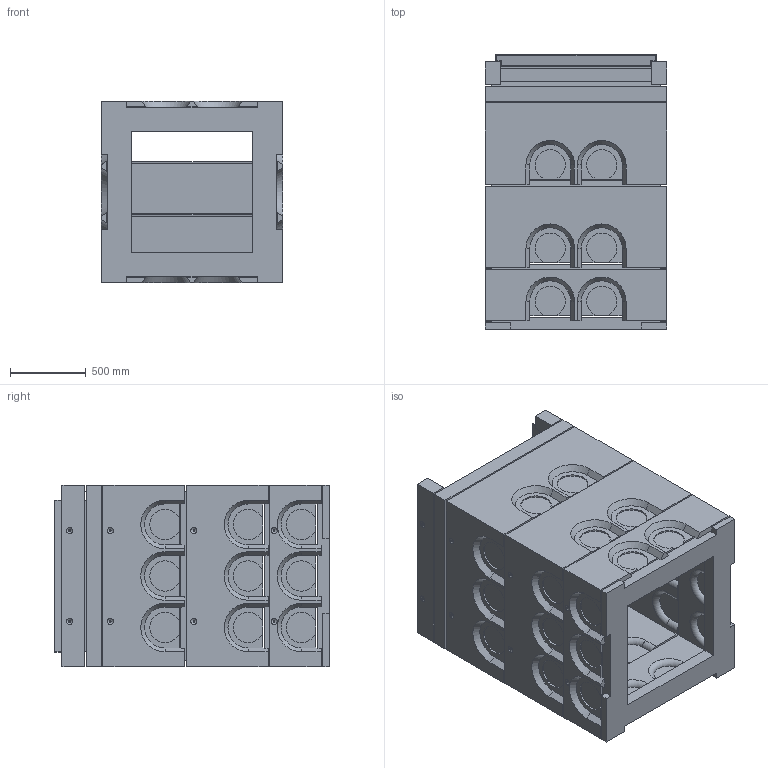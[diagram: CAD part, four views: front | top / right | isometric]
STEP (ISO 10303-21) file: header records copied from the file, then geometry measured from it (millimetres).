
FILE_DESCRIPTION (( 'STEP AP214' ), '1' );
FILE_NAME ('SC-ECO.1010.173.B125_2D - 5.2.STEP', '2020-05-25T08:16:32', ( '' ), ( '' ), 'SwSTEP 2.0', 'SolidWorks 2018', '' );
FILE_SCHEMA (( 'AUTOMOTIVE_DESIGN' ));
Length unit declared in the file: millimetre
Products named in the file (1): SC-ECO.1010.173.B125_2D - 5.2
Bounding box: 1200 x 1814.11 x 1200 mm (x, y, z)
Surface area: 21441643.3 mm2 (no closed solid volume)
Topology: 0 solids, 107 shells, 680 faces, 3104 edges, 2455 vertices
Faces by surface type: plane 439, cylinder 159, cone 34, torus 26, sphere 16, bspline 6
Full cylindrical faces by diameter (mm): 5.81 x18, 10 x14, 12.2 x3, 26.5 x4, 35 x4, 40 x4, 50 x2
Entity records: 43302 total; most frequent: CARTESIAN_POINT 11637, DIRECTION 4574, ORIENTED_EDGE 4491, EDGE_CURVE 3034, VERTEX_POINT 2442, LINE 2132, VECTOR 2132, AXIS2_PLACEMENT_3D 1221
